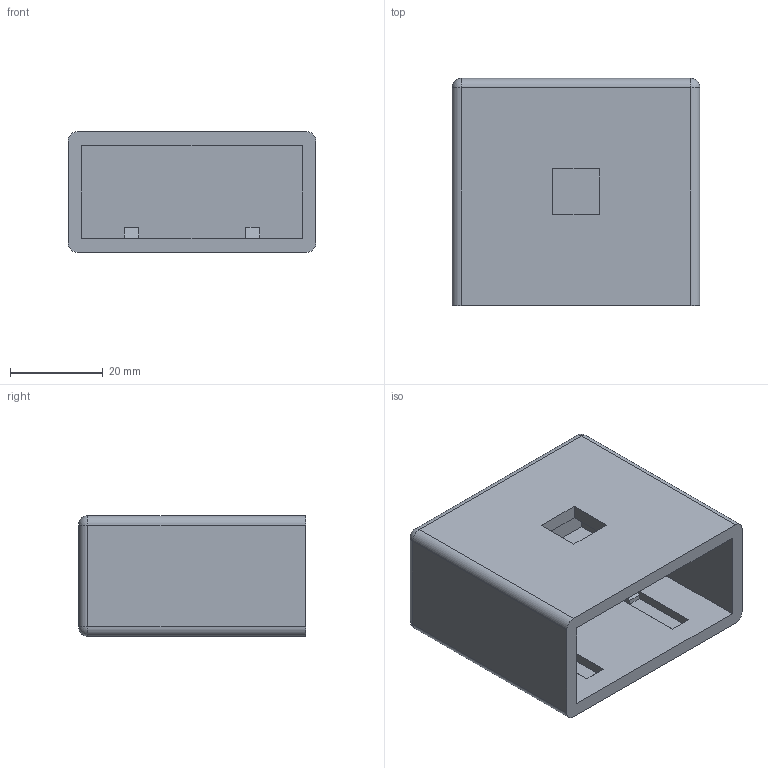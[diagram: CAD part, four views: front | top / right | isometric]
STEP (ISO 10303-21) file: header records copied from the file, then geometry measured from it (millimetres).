
FILE_DESCRIPTION((''),'2;1');
FILE_NAME('ULTRASONIC_HC-SR04_-_FACE_MOUNT','2024-11-18T00:12:45',('weiss'),(''),'CREO PARAMETRIC BY PTC INC, 2022014','CREO PARAMETRIC BY PTC INC, 2022014','');
FILE_SCHEMA(('CONFIG_CONTROL_DESIGN'));
Length unit declared in the file: millimetre
Products named in the file (1): ULTRASONIC_HC-SR04_-_FACE_MOUNT
Bounding box: 53.5 x 49 x 26 mm (x, y, z)
Volume: 22155.9 mm3; surface area: 16230.4 mm2
Topology: 1 solids, 1 shells, 66 faces, 172 edges, 109 vertices
Faces by surface type: plane 48, cylinder 14, sphere 4
Entity records: 2050 total; most frequent: CARTESIAN_POINT 347, ORIENTED_EDGE 344, DIRECTION 332, EDGE_CURVE 172, VECTOR 144, LINE 144, VERTEX_POINT 109, AXIS2_PLACEMENT_3D 94
